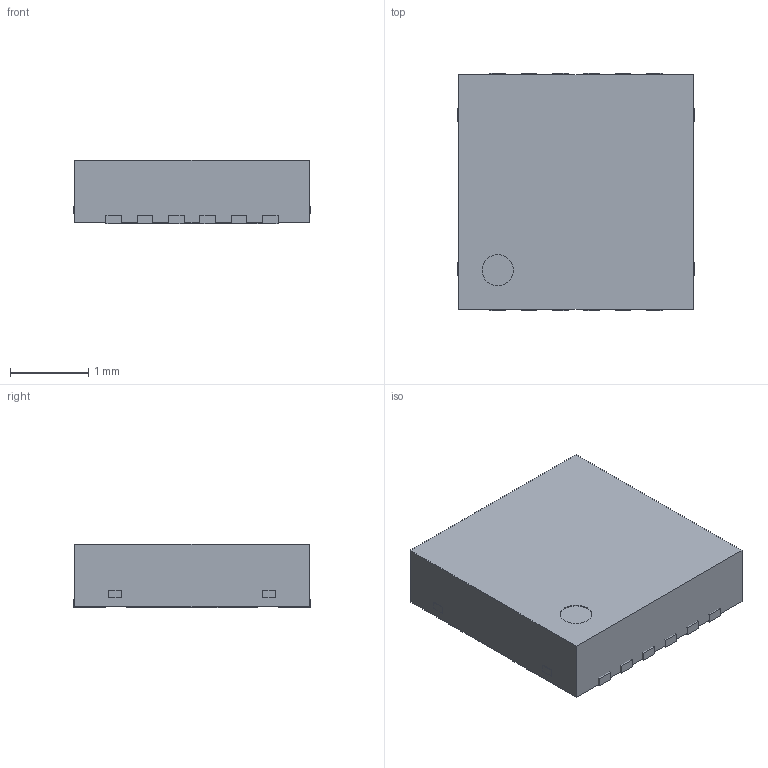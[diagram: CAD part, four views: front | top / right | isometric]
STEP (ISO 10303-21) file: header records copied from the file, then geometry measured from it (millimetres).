
FILE_DESCRIPTION (( 'STEP AP214' ), '1' );
FILE_NAME ('LLP-12.STEP', '2012-07-13T08:40:13', ( 'Master' ), ( '' ), 'SwSTEP 2.0', 'SolidWorks 2010', '' );
FILE_SCHEMA (( 'AUTOMOTIVE_DESIGN' ));
Length unit declared in the file: millimetre
Products named in the file (1): LLP-12
Bounding box: 3.02 x 3.04 x 0.81 mm (x, y, z)
Surface area: 39.5 mm2
Topology: 16 solids, 16 shells, 110 faces, 225 edges, 150 vertices
Faces by surface type: plane 108, cylinder 2
Entity records: 4212 total; most frequent: CARTESIAN_POINT 486, DIRECTION 451, ORIENTED_EDGE 450, EDGE_CURVE 225, LINE 221, VECTOR 221, VERTEX_POINT 150, UNCERTAINTY_MEASURE_WITH_UNIT 128
